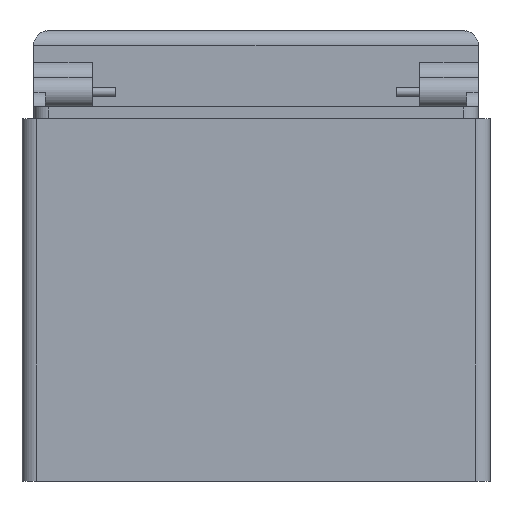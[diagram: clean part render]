
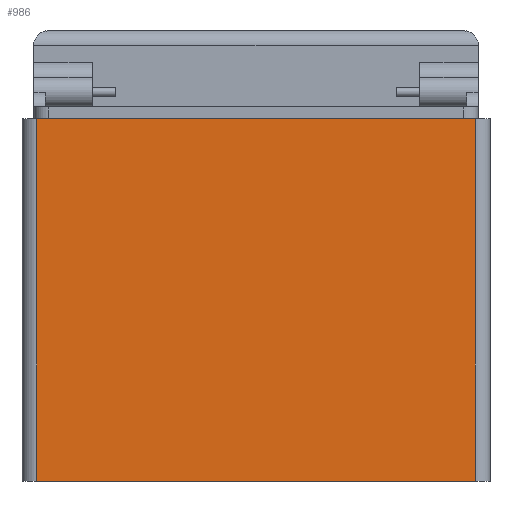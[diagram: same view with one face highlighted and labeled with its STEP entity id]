
A CAD part, left-side view. The second image highlights one B-rep face of the part: STEP entity #986.
In plain terms, the highlighted planar face has unit normal (-1, 0, 0).
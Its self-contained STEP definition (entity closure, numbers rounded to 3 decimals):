
#36=PLANE('',#1103);
#145=FACE_OUTER_BOUND('',#204,.T.);
#204=EDGE_LOOP('',(#794,#795,#796,#797));
#295=LINE('',#1679,#373);
#297=LINE('',#1684,#375);
#298=LINE('',#1688,#376);
#299=LINE('',#1689,#377);
#373=VECTOR('',#1349,10.);
#375=VECTOR('',#1355,10.);
#376=VECTOR('',#1360,10.);
#377=VECTOR('',#1361,10.);
#464=VERTEX_POINT('',#1676);
#465=VERTEX_POINT('',#1678);
#466=VERTEX_POINT('',#1683);
#467=VERTEX_POINT('',#1687);
#589=EDGE_CURVE('',#464,#465,#295,.T.);
#592=EDGE_CURVE('',#465,#466,#297,.T.);
#594=EDGE_CURVE('',#467,#464,#298,.T.);
#595=EDGE_CURVE('',#467,#466,#299,.T.);
#794=ORIENTED_EDGE('',*,*,#592,.F.);
#795=ORIENTED_EDGE('',*,*,#589,.F.);
#796=ORIENTED_EDGE('',*,*,#594,.F.);
#797=ORIENTED_EDGE('',*,*,#595,.T.);
#986=ADVANCED_FACE('',(#145),#36,.T.);
#1103=AXIS2_PLACEMENT_3D('',#1686,#1358,#1359);
#1349=DIRECTION('',(0.,-1.,0.));
#1355=DIRECTION('',(0.,0.,-1.));
#1358=DIRECTION('center_axis',(-1.,0.,0.));
#1359=DIRECTION('ref_axis',(0.,-1.,0.));
#1360=DIRECTION('',(0.,0.,1.));
#1361=DIRECTION('',(0.,-1.,0.));
#1676=CARTESIAN_POINT('',(-250.,187.5,310.));
#1678=CARTESIAN_POINT('',(-250.,-187.5,310.));
#1679=CARTESIAN_POINT('',(-250.,200.,310.));
#1683=CARTESIAN_POINT('',(-250.,-187.5,0.));
#1684=CARTESIAN_POINT('',(-250.,-187.5,0.));
#1686=CARTESIAN_POINT('Origin',(-250.,200.,0.));
#1687=CARTESIAN_POINT('',(-250.,187.5,0.));
#1688=CARTESIAN_POINT('',(-250.,187.5,0.));
#1689=CARTESIAN_POINT('',(-250.,200.,0.));
